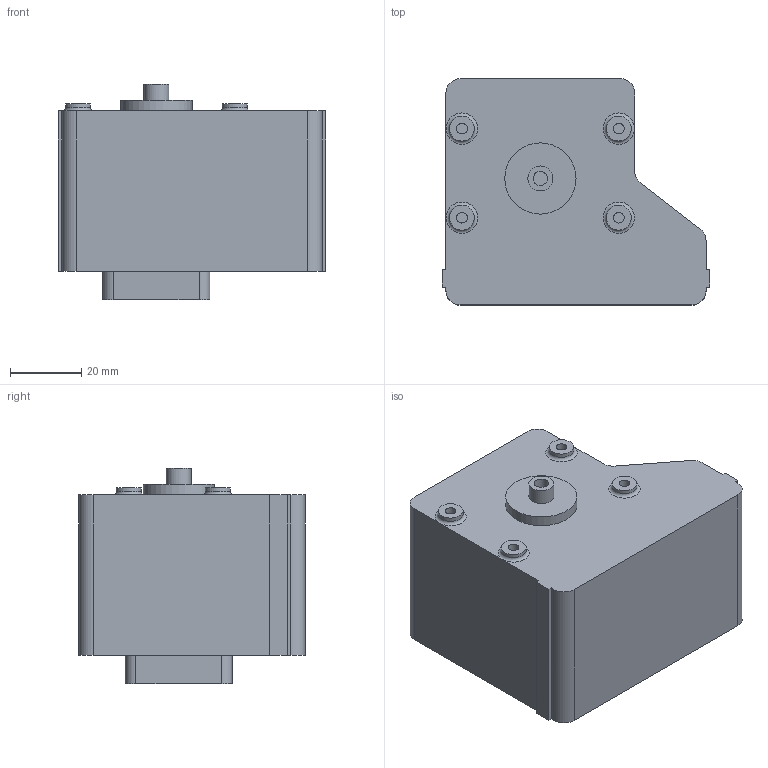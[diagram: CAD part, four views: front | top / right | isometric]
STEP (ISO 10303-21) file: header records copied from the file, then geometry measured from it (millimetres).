
FILE_DESCRIPTION(('FreeCAD Model'),'2;1');
FILE_NAME( 'opc.step', '2017-11-21T16:53:46',('Author'),(''), 'Open CASCADE STEP processor 6.8','FreeCAD','Unknown');
FILE_SCHEMA(('AUTOMOTIVE_DESIGN_CC2 { 1 2 10303 214 -1 1 5 4 }'));
Length unit declared in the file: millimetre
Products named in the file (1): opc
Bounding box: 75 x 63.5 x 60.5 mm (x, y, z)
Volume: 184383.1 mm3; surface area: 21370.7 mm2
Topology: 1 solids, 1 shells, 57 faces, 125 edges, 82 vertices
Faces by surface type: plane 32, cylinder 21, torus 4
Full cylindrical faces by diameter (mm): 3 x4, 4 x1, 7 x5, 20 x1
Entity records: 3329 total; most frequent: CARTESIAN_POINT 751, DIRECTION 495, LINE 275, VECTOR 275, ORIENTED_EDGE 250, PCURVE 250, DEFINITIONAL_REPRESENTATION 250, EDGE_CURVE 125
